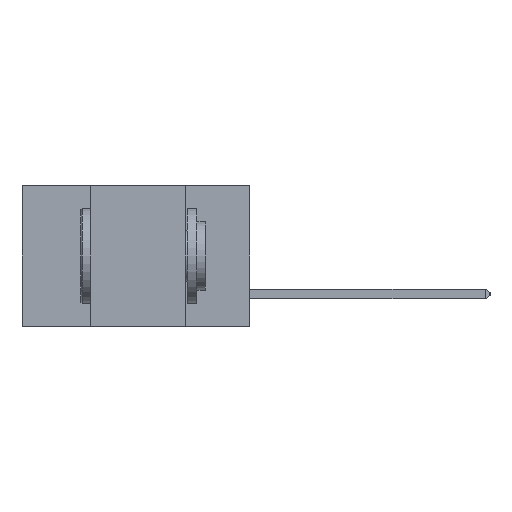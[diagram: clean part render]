
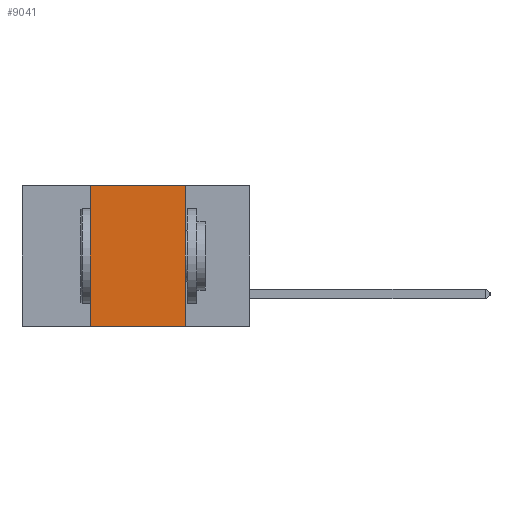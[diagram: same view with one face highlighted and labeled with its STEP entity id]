
A CAD part, left-side view. The second image highlights one B-rep face of the part: STEP entity #9041.
In plain terms, the highlighted planar face has unit normal (-1, 0, 0).
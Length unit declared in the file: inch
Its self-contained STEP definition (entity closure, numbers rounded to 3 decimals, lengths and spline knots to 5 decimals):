
#829 = ORIENTED_EDGE ( 'NONE', *, *, #11521, .F. ) ;
#1010 = DIRECTION ( 'NONE',  ( 0., 0., 1. ) ) ;
#1690 = LINE ( 'NONE', #5355, #26604 ) ;
#2902 = DIRECTION ( 'NONE',  ( 0., -1., 0. ) ) ;
#4388 = LINE ( 'NONE', #13221, #16641 ) ;
#4767 = VERTEX_POINT ( 'NONE', #31043 ) ;
#5355 = CARTESIAN_POINT ( 'NONE',  ( 0., 0.6, 0. ) ) ;
#5707 = DIRECTION ( 'NONE',  ( 1., 0., 0. ) ) ;
#5781 = ORIENTED_EDGE ( 'NONE', *, *, #8522, .F. ) ;
#6075 = CARTESIAN_POINT ( 'NONE',  ( 0., 0.17, 0. ) ) ;
#7073 = VERTEX_POINT ( 'NONE', #22315 ) ;
#8522 = EDGE_CURVE ( 'NONE', #23778, #4767, #29427, .T. ) ;
#8830 = FACE_OUTER_BOUND ( 'NONE', #29570, .T. ) ;
#9041 = ADVANCED_FACE ( 'NONE', ( #8830 ), #13016, .F. ) ;
#11521 = EDGE_CURVE ( 'NONE', #7073, #23778, #1690, .T. ) ;
#13016 = PLANE ( 'NONE',  #17232 ) ;
#13221 = CARTESIAN_POINT ( 'NONE',  ( 0., 0.42, 0. ) ) ;
#15795 = VERTEX_POINT ( 'NONE', #20844 ) ;
#15992 = CARTESIAN_POINT ( 'NONE',  ( 0., 0.17, 0. ) ) ;
#16641 = VECTOR ( 'NONE', #1010, 39.37008 ) ;
#17232 = AXIS2_PLACEMENT_3D ( 'NONE', #20256, #5707, #22656 ) ;
#18124 = VECTOR ( 'NONE', #23981, 39.37008 ) ;
#18408 = DIRECTION ( 'NONE',  ( 0., 0., -1. ) ) ;
#20256 = CARTESIAN_POINT ( 'NONE',  ( 0., 0.6, 0. ) ) ;
#20354 = LINE ( 'NONE', #21608, #18124 ) ;
#20844 = CARTESIAN_POINT ( 'NONE',  ( 0., 0.42, -0.37 ) ) ;
#21608 = CARTESIAN_POINT ( 'NONE',  ( 0., 0.6, -0.37 ) ) ;
#21761 = EDGE_CURVE ( 'NONE', #15795, #4767, #20354, .T. ) ;
#22315 = CARTESIAN_POINT ( 'NONE',  ( 0., 0.42, 0. ) ) ;
#22656 = DIRECTION ( 'NONE',  ( 0., 0., -1. ) ) ;
#23192 = VECTOR ( 'NONE', #18408, 39.37008 ) ;
#23195 = ORIENTED_EDGE ( 'NONE', *, *, #28780, .F. ) ;
#23778 = VERTEX_POINT ( 'NONE', #6075 ) ;
#23981 = DIRECTION ( 'NONE',  ( 0., -1., 0. ) ) ;
#26604 = VECTOR ( 'NONE', #2902, 39.37008 ) ;
#28780 = EDGE_CURVE ( 'NONE', #15795, #7073, #4388, .T. ) ;
#29427 = LINE ( 'NONE', #15992, #23192 ) ;
#29570 = EDGE_LOOP ( 'NONE', ( #5781, #829, #23195, #30178 ) ) ;
#30178 = ORIENTED_EDGE ( 'NONE', *, *, #21761, .T. ) ;
#31043 = CARTESIAN_POINT ( 'NONE',  ( 0., 0.17, -0.37 ) ) ;
